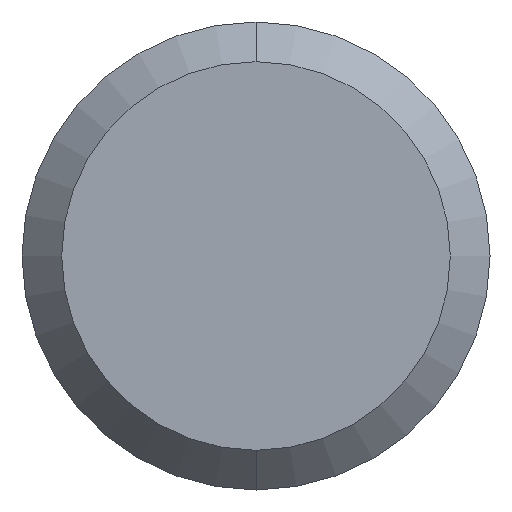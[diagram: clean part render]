
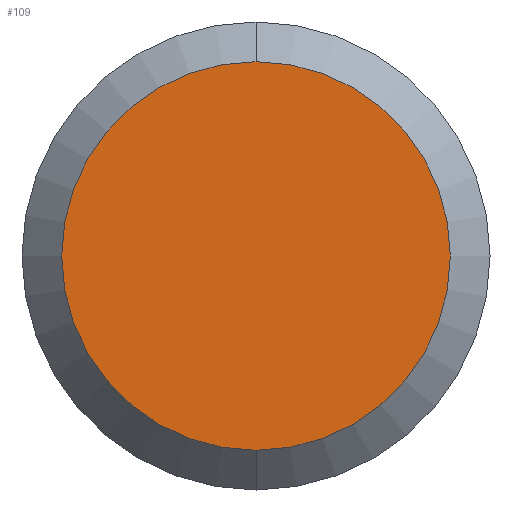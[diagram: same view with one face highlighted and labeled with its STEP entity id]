
A CAD part, front view. The second image highlights one B-rep face of the part: STEP entity #109.
In plain terms, the highlighted planar face has unit normal (0, -1, 0).
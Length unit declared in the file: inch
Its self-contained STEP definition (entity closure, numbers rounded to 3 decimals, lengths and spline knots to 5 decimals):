
#3 = CIRCLE ( 'NONE', #124, 0.09796 ) ;
#39 = PLANE ( 'NONE',  #134 ) ;
#54 = CARTESIAN_POINT ( 'NONE',  ( 0., 0., 0. ) ) ;
#57 = DIRECTION ( 'NONE',  ( 0., 0., 1. ) ) ;
#76 = DIRECTION ( 'NONE',  ( 0., 0., 1. ) ) ;
#85 = DIRECTION ( 'NONE',  ( 0., -1., 0. ) ) ;
#89 = DIRECTION ( 'NONE',  ( 0., -1., 0. ) ) ;
#93 = EDGE_CURVE ( 'NONE', #209, #234, #256, .T. ) ;
#109 = ADVANCED_FACE ( 'NONE', ( #246 ), #39, .F. ) ;
#123 = DIRECTION ( 'NONE',  ( 0., 1., 0. ) ) ;
#124 = AXIS2_PLACEMENT_3D ( 'NONE', #54, #89, #76 ) ;
#127 = DIRECTION ( 'NONE',  ( 0., 0., 1. ) ) ;
#134 = AXIS2_PLACEMENT_3D ( 'NONE', #200, #123, #57 ) ;
#144 = AXIS2_PLACEMENT_3D ( 'NONE', #175, #85, #127 ) ;
#148 = CARTESIAN_POINT ( 'NONE',  ( 0., 0., 0.09796 ) ) ;
#175 = CARTESIAN_POINT ( 'NONE',  ( 0., 0., 0. ) ) ;
#179 = ORIENTED_EDGE ( 'NONE', *, *, #93, .T. ) ;
#200 = CARTESIAN_POINT ( 'NONE',  ( 0., 0., 0. ) ) ;
#203 = CARTESIAN_POINT ( 'NONE',  ( 0., 0., -0.09796 ) ) ;
#209 = VERTEX_POINT ( 'NONE', #148 ) ;
#213 = ORIENTED_EDGE ( 'NONE', *, *, #230, .T. ) ;
#230 = EDGE_CURVE ( 'NONE', #234, #209, #3, .T. ) ;
#234 = VERTEX_POINT ( 'NONE', #203 ) ;
#238 = EDGE_LOOP ( 'NONE', ( #179, #213 ) ) ;
#246 = FACE_OUTER_BOUND ( 'NONE', #238, .T. ) ;
#256 = CIRCLE ( 'NONE', #144, 0.09796 ) ;
